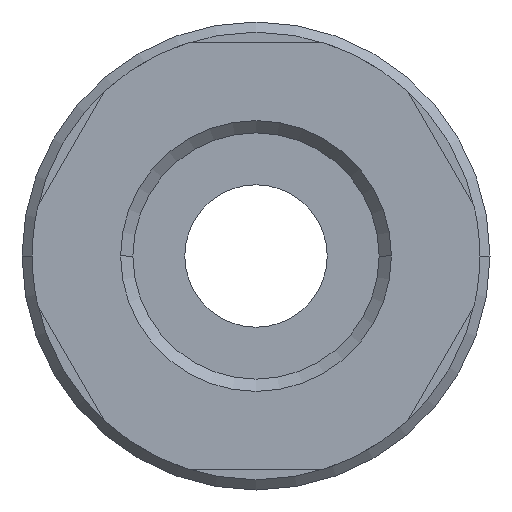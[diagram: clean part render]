
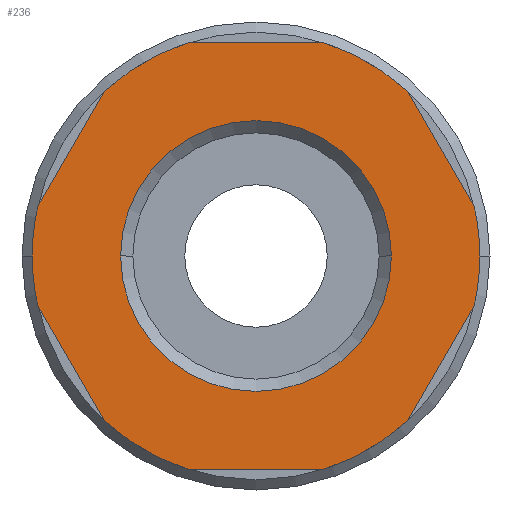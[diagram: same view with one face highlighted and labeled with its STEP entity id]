
A CAD part, front view. The second image highlights one B-rep face of the part: STEP entity #236.
In plain terms, the highlighted planar face has unit normal (0, -1, 0).
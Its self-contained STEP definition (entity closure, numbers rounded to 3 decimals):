
#236=ADVANCED_FACE('',(#474,#475),#476,.T.);
#474=FACE_BOUND('',#705,.T.);
#475=FACE_OUTER_BOUND('',#706,.T.);
#476=PLANE('',#707);
#705=EDGE_LOOP('',(#1293,#1294));
#706=EDGE_LOOP('',(#1295,#1296,#1297,#1298,#1299,#1300,#1301,#1302,#1303,#1304,#1305,#1306,#1307,#1308));
#707=AXIS2_PLACEMENT_3D('',#1309,#1310,#1311);
#1293=ORIENTED_EDGE('',*,*,#1545,.T.);
#1294=ORIENTED_EDGE('',*,*,#1511,.T.);
#1295=ORIENTED_EDGE('',*,*,#1447,.T.);
#1296=ORIENTED_EDGE('',*,*,#1453,.F.);
#1297=ORIENTED_EDGE('',*,*,#1483,.T.);
#1298=ORIENTED_EDGE('',*,*,#1506,.F.);
#1299=ORIENTED_EDGE('',*,*,#1433,.T.);
#1300=ORIENTED_EDGE('',*,*,#1536,.F.);
#1301=ORIENTED_EDGE('',*,*,#1414,.F.);
#1302=ORIENTED_EDGE('',*,*,#1486,.T.);
#1303=ORIENTED_EDGE('',*,*,#1532,.F.);
#1304=ORIENTED_EDGE('',*,*,#1374,.T.);
#1305=ORIENTED_EDGE('',*,*,#1550,.F.);
#1306=ORIENTED_EDGE('',*,*,#1343,.T.);
#1307=ORIENTED_EDGE('',*,*,#1547,.F.);
#1308=ORIENTED_EDGE('',*,*,#1460,.F.);
#1309=CARTESIAN_POINT('',(5.5,0.0,0.0));
#1310=DIRECTION('',(-0.0,-1.0,-0.0));
#1311=DIRECTION('',(-1.0,0.0,0.0));
#1343=EDGE_CURVE('',#1593,#1590,#1594,.T.);
#1374=EDGE_CURVE('',#1647,#1644,#1648,.T.);
#1414=EDGE_CURVE('',#1708,#1703,#1710,.T.);
#1433=EDGE_CURVE('',#1737,#1734,#1738,.T.);
#1447=EDGE_CURVE('',#1757,#1754,#1758,.T.);
#1453=EDGE_CURVE('',#1765,#1754,#1767,.T.);
#1460=EDGE_CURVE('',#1757,#1774,#1777,.T.);
#1483=EDGE_CURVE('',#1765,#1804,#1806,.T.);
#1486=EDGE_CURVE('',#1708,#1808,#1810,.T.);
#1506=EDGE_CURVE('',#1737,#1804,#1832,.T.);
#1511=EDGE_CURVE('',#1834,#1837,#1839,.T.);
#1532=EDGE_CURVE('',#1647,#1808,#1860,.T.);
#1536=EDGE_CURVE('',#1703,#1734,#1864,.T.);
#1545=EDGE_CURVE('',#1837,#1834,#1873,.T.);
#1547=EDGE_CURVE('',#1774,#1590,#1875,.T.);
#1550=EDGE_CURVE('',#1593,#1644,#1878,.T.);
#1590=VERTEX_POINT('',#1976);
#1593=VERTEX_POINT('',#1980);
#1594=LINE('',#1981,#1982);
#1644=VERTEX_POINT('',#2098);
#1647=VERTEX_POINT('',#2102);
#1648=LINE('',#2103,#2104);
#1703=VERTEX_POINT('',#2202);
#1708=VERTEX_POINT('',#2208);
#1710=CIRCLE('',#2211,11.0);
#1734=VERTEX_POINT('',#2261);
#1737=VERTEX_POINT('',#2265);
#1738=LINE('',#2266,#2267);
#1754=VERTEX_POINT('',#2289);
#1757=VERTEX_POINT('',#2293);
#1758=LINE('',#2294,#2295);
#1765=VERTEX_POINT('',#2304);
#1767=CIRCLE('',#2307,11.0);
#1774=VERTEX_POINT('',#2325);
#1777=CIRCLE('',#2329,11.0);
#1804=VERTEX_POINT('',#2382);
#1806=LINE('',#2385,#2386);
#1808=VERTEX_POINT('',#2388);
#1810=LINE('',#2391,#2392);
#1832=CIRCLE('',#2459,11.0);
#1834=VERTEX_POINT('',#2461);
#1837=VERTEX_POINT('',#2465);
#1839=CIRCLE('',#2468,6.655);
#1860=CIRCLE('',#2505,11.0);
#1864=CIRCLE('',#2509,11.0);
#1873=CIRCLE('',#2529,6.655);
#1875=CIRCLE('',#2531,11.0);
#1878=CIRCLE('',#2534,11.0);
#1976=CARTESIAN_POINT('',(-10.733,0.0,2.411));
#1980=CARTESIAN_POINT('',(-7.454,0.0,8.089));
#1981=CARTESIAN_POINT('',(-8.406,0.0,6.441));
#1982=VECTOR('',#2564,1.0);
#2098=CARTESIAN_POINT('',(-3.279,0.0,10.5));
#2102=CARTESIAN_POINT('',(3.279,0.0,10.5));
#2103=CARTESIAN_POINT('',(2.75,0.0,10.5));
#2104=VECTOR('',#2598,1.0);
#2202=CARTESIAN_POINT('',(11.0,0.0,0.));
#2208=CARTESIAN_POINT('',(10.733,0.0,2.411));
#2211=AXIS2_PLACEMENT_3D('',#2656,#2657,#2658);
#2261=CARTESIAN_POINT('',(10.733,0.0,-2.411));
#2265=CARTESIAN_POINT('',(7.454,0.0,-8.089));
#2266=CARTESIAN_POINT('',(9.781,0.0,-4.059));
#2267=VECTOR('',#2682,1.0);
#2289=CARTESIAN_POINT('',(-7.454,0.0,-8.089));
#2293=CARTESIAN_POINT('',(-10.733,0.0,-2.411));
#2294=CARTESIAN_POINT('',(-8.406,0.0,-6.441));
#2295=VECTOR('',#2696,1.0);
#2304=CARTESIAN_POINT('',(-3.279,0.0,-10.5));
#2307=AXIS2_PLACEMENT_3D('',#2703,#2704,#2705);
#2325=CARTESIAN_POINT('',(-11.0,0.0,0.));
#2329=AXIS2_PLACEMENT_3D('',#2713,#2714,#2715);
#2382=CARTESIAN_POINT('',(3.279,0.0,-10.5));
#2385=CARTESIAN_POINT('',(2.75,0.0,-10.5));
#2386=VECTOR('',#2748,1.0);
#2388=CARTESIAN_POINT('',(7.454,0.0,8.089));
#2391=CARTESIAN_POINT('',(9.781,0.0,4.059));
#2392=VECTOR('',#2750,1.0);
#2459=AXIS2_PLACEMENT_3D('',#2773,#2774,#2775);
#2461=CARTESIAN_POINT('',(6.655,0.0,0.));
#2465=CARTESIAN_POINT('',(-6.655,0.0,0.));
#2468=AXIS2_PLACEMENT_3D('',#2781,#2782,#2783);
#2505=AXIS2_PLACEMENT_3D('',#2801,#2802,#2803);
#2509=AXIS2_PLACEMENT_3D('',#2804,#2805,#2806);
#2529=AXIS2_PLACEMENT_3D('',#2807,#2808,#2809);
#2531=AXIS2_PLACEMENT_3D('',#2810,#2811,#2812);
#2534=AXIS2_PLACEMENT_3D('',#2813,#2814,#2815);
#2564=DIRECTION('',(-0.5,0.0,-0.866));
#2598=DIRECTION('',(-1.0,0.0,0.));
#2656=CARTESIAN_POINT('',(0.0,0.0,0.0));
#2657=DIRECTION('',(-0.0,1.0,0.0));
#2658=DIRECTION('',(1.0,0.0,0.0));
#2682=DIRECTION('',(0.5,-0.0,0.866));
#2696=DIRECTION('',(0.5,0.0,-0.866));
#2703=CARTESIAN_POINT('',(0.0,0.0,0.0));
#2704=DIRECTION('',(-0.0,1.0,0.0));
#2705=DIRECTION('',(1.0,0.0,0.0));
#2713=CARTESIAN_POINT('',(0.0,0.0,0.0));
#2714=DIRECTION('',(-0.0,1.0,0.0));
#2715=DIRECTION('',(1.0,0.0,0.0));
#2748=DIRECTION('',(1.0,-0.0,0.0));
#2750=DIRECTION('',(-0.5,0.0,0.866));
#2773=CARTESIAN_POINT('',(0.0,0.0,0.0));
#2774=DIRECTION('',(-0.0,1.0,0.0));
#2775=DIRECTION('',(1.0,0.0,0.0));
#2781=CARTESIAN_POINT('',(0.0,0.0,0.0));
#2782=DIRECTION('',(-0.0,1.0,0.0));
#2783=DIRECTION('',(1.0,0.0,0.0));
#2801=CARTESIAN_POINT('',(0.0,0.0,0.0));
#2802=DIRECTION('',(-0.0,1.0,0.0));
#2803=DIRECTION('',(1.0,0.0,0.0));
#2804=CARTESIAN_POINT('',(0.0,0.0,0.0));
#2805=DIRECTION('',(-0.0,1.0,0.0));
#2806=DIRECTION('',(1.0,0.0,0.0));
#2807=CARTESIAN_POINT('',(0.0,0.0,0.0));
#2808=DIRECTION('',(-0.0,1.0,0.0));
#2809=DIRECTION('',(1.0,0.0,0.0));
#2810=CARTESIAN_POINT('',(0.0,0.0,0.0));
#2811=DIRECTION('',(-0.0,1.0,0.0));
#2812=DIRECTION('',(1.0,0.0,0.0));
#2813=CARTESIAN_POINT('',(0.0,0.0,0.0));
#2814=DIRECTION('',(-0.0,1.0,0.0));
#2815=DIRECTION('',(1.0,0.0,0.0));
